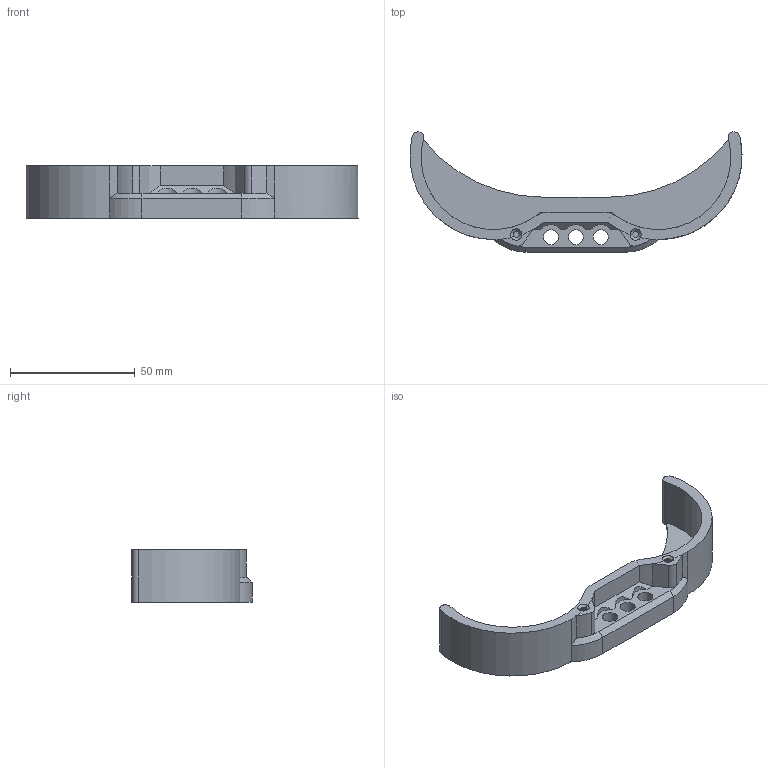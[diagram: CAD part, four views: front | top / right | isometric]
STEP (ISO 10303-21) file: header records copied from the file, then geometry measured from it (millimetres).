
FILE_DESCRIPTION(/* description */ (''),/* implementation_level */ '2;1');
FILE_NAME(/* name */ 'armpit_OSSM_Remote_Mount_2Part_Bottom.step',/* time_stamp */ '2024-06-19T08:32:33-04:00',/* author */ (''),/* organization */ (''),/* preprocessor_version */ 'ST-DEVELOPER v20',/* originating_system */ 'Autodesk Translation Framework v13.14.0.145',/* authorisation */ '');
FILE_SCHEMA (('AUTOMOTIVE_DESIGN { 1 0 10303 214 3 1 1 }'));
Length unit declared in the file: millimetre
Products named in the file (1): (Unsaved)
Bounding box: 132.91 x 48.12 x 21 mm (x, y, z)
Volume: 23468.5 mm3; surface area: 14511 mm2
Topology: 1 solids, 1 shells, 124 faces, 348 edges, 227 vertices
Faces by surface type: cylinder 89, plane 25, cone 6, bspline 4
Full cylindrical faces by diameter (mm): 2.529 x12, 3.086 x6, 6 x3
Entity records: 7621 total; most frequent: CARTESIAN_POINT 4566, ORIENTED_EDGE 696, DIRECTION 547, EDGE_CURVE 348, VERTEX_POINT 227, AXIS2_PLACEMENT_3D 212, B_SPLINE_CURVE_WITH_KNOTS 134, EDGE_LOOP 131
